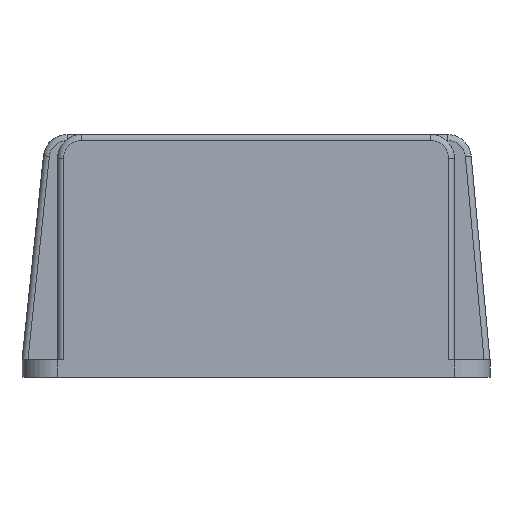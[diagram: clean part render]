
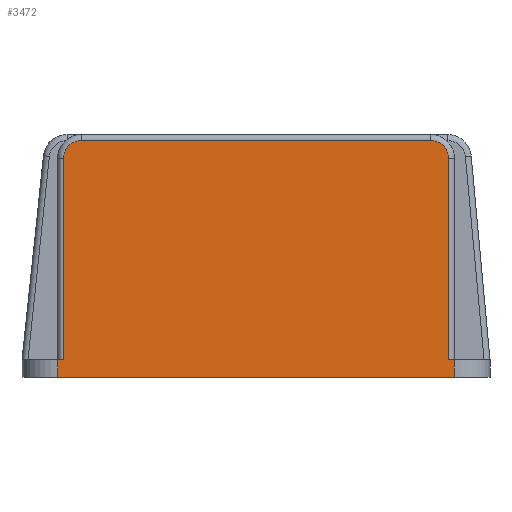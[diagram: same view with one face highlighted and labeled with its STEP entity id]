
A CAD part, front view. The second image highlights one B-rep face of the part: STEP entity #3472.
In plain terms, the highlighted planar face has unit normal (0, -1, 0).
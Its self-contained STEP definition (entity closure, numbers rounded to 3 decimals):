
#93=PLANE('',#3684);
#181=FACE_OUTER_BOUND('',#373,.T.);
#373=EDGE_LOOP('',(#2304,#2305,#2306,#2307,#2308,#2309,#2310,#2311,#2312,
#2313));
#570=LINE('',#5255,#882);
#572=LINE('',#5264,#884);
#575=LINE('',#5276,#887);
#576=LINE('',#5279,#888);
#577=LINE('',#5283,#889);
#578=LINE('',#5285,#890);
#579=LINE('',#5287,#891);
#580=LINE('',#5288,#892);
#882=VECTOR('',#4101,10.);
#884=VECTOR('',#4109,10.);
#887=VECTOR('',#4120,10.);
#888=VECTOR('',#4123,10.);
#889=VECTOR('',#4128,10.);
#890=VECTOR('',#4129,10.);
#891=VECTOR('',#4130,10.);
#892=VECTOR('',#4131,10.);
#1200=CIRCLE('',#3685,3.);
#1201=CIRCLE('',#3686,3.);
#1386=VERTEX_POINT('',#5251);
#1388=VERTEX_POINT('',#5254);
#1390=VERTEX_POINT('',#5260);
#1392=VERTEX_POINT('',#5263);
#1394=VERTEX_POINT('',#5269);
#1397=VERTEX_POINT('',#5274);
#1398=VERTEX_POINT('',#5278);
#1399=VERTEX_POINT('',#5282);
#1400=VERTEX_POINT('',#5284);
#1401=VERTEX_POINT('',#5286);
#1745=EDGE_CURVE('',#1386,#1388,#570,.T.);
#1749=EDGE_CURVE('',#1390,#1392,#572,.T.);
#1755=EDGE_CURVE('',#1397,#1394,#575,.T.);
#1756=EDGE_CURVE('',#1394,#1398,#576,.T.);
#1757=EDGE_CURVE('',#1392,#1397,#1200,.T.);
#1758=EDGE_CURVE('',#1388,#1390,#1201,.T.);
#1759=EDGE_CURVE('',#1399,#1386,#577,.T.);
#1760=EDGE_CURVE('',#1400,#1399,#578,.T.);
#1761=EDGE_CURVE('',#1400,#1401,#579,.T.);
#1762=EDGE_CURVE('',#1401,#1398,#580,.T.);
#2304=ORIENTED_EDGE('',*,*,#1756,.F.);
#2305=ORIENTED_EDGE('',*,*,#1755,.F.);
#2306=ORIENTED_EDGE('',*,*,#1757,.F.);
#2307=ORIENTED_EDGE('',*,*,#1749,.F.);
#2308=ORIENTED_EDGE('',*,*,#1758,.F.);
#2309=ORIENTED_EDGE('',*,*,#1745,.F.);
#2310=ORIENTED_EDGE('',*,*,#1759,.F.);
#2311=ORIENTED_EDGE('',*,*,#1760,.F.);
#2312=ORIENTED_EDGE('',*,*,#1761,.T.);
#2313=ORIENTED_EDGE('',*,*,#1762,.T.);
#3472=ADVANCED_FACE('',(#181),#93,.T.);
#3684=AXIS2_PLACEMENT_3D('',#5277,#4121,#4122);
#3685=AXIS2_PLACEMENT_3D('',#5280,#4124,#4125);
#3686=AXIS2_PLACEMENT_3D('',#5281,#4126,#4127);
#4101=DIRECTION('',(0.,0.,1.));
#4109=DIRECTION('',(1.,0.,0.));
#4120=DIRECTION('',(0.,0.,-1.));
#4121=DIRECTION('center_axis',(0.,-1.,0.));
#4122=DIRECTION('ref_axis',(1.,0.,0.));
#4123=DIRECTION('',(1.,0.,0.));
#4124=DIRECTION('center_axis',(0.,1.,0.));
#4125=DIRECTION('ref_axis',(0.707,0.,0.707));
#4126=DIRECTION('center_axis',(0.,1.,0.));
#4127=DIRECTION('ref_axis',(-0.707,0.,0.707));
#4128=DIRECTION('',(1.,0.,0.));
#4129=DIRECTION('',(0.,0.,1.));
#4130=DIRECTION('',(1.,0.,0.));
#4131=DIRECTION('',(0.,0.,1.));
#5251=CARTESIAN_POINT('',(-32.5,-49.5,3.));
#5254=CARTESIAN_POINT('',(-32.5,-49.5,37.));
#5255=CARTESIAN_POINT('',(-32.5,-49.5,1.5));
#5260=CARTESIAN_POINT('',(-29.5,-49.5,40.));
#5263=CARTESIAN_POINT('',(29.5,-49.5,40.));
#5264=CARTESIAN_POINT('',(-16.75,-49.5,40.));
#5269=CARTESIAN_POINT('',(32.5,-49.5,3.));
#5274=CARTESIAN_POINT('',(32.5,-49.5,37.));
#5276=CARTESIAN_POINT('',(32.5,-49.5,1.5));
#5277=CARTESIAN_POINT('Origin',(-33.5,-49.5,0.));
#5278=CARTESIAN_POINT('',(33.5,-49.5,3.));
#5279=CARTESIAN_POINT('',(-16.75,-49.5,3.));
#5280=CARTESIAN_POINT('Origin',(29.5,-49.5,37.));
#5281=CARTESIAN_POINT('Origin',(-29.5,-49.5,37.));
#5282=CARTESIAN_POINT('',(-33.5,-49.5,3.));
#5283=CARTESIAN_POINT('',(-16.75,-49.5,3.));
#5284=CARTESIAN_POINT('',(-33.5,-49.5,0.));
#5285=CARTESIAN_POINT('',(-33.5,-49.5,0.));
#5286=CARTESIAN_POINT('',(33.5,-49.5,0.));
#5287=CARTESIAN_POINT('',(-33.5,-49.5,0.));
#5288=CARTESIAN_POINT('',(33.5,-49.5,0.));
